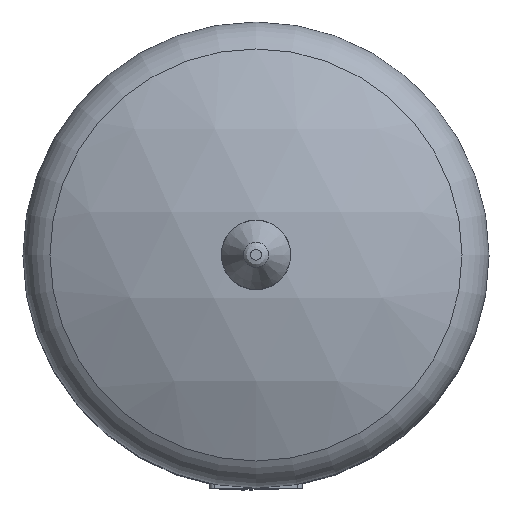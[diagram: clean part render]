
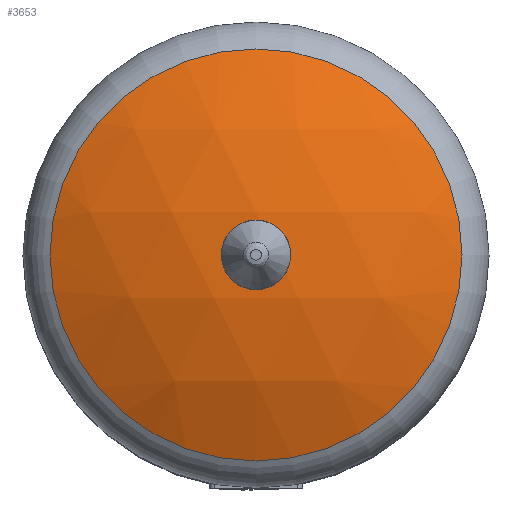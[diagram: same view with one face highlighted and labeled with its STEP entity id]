
A CAD part, top view. The second image highlights one B-rep face of the part: STEP entity #3653.
In plain terms, the highlighted spherical face has radius 281 mm.
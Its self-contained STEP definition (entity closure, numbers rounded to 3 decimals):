
#959=FACE_OUTER_BOUND('',#1197,.T.);
#1197=EDGE_LOOP('',(#2605));
#1498=CIRCLE('',#3907,123.774);
#1712=VERTEX_POINT('',#5571);
#2082=EDGE_CURVE('',#1712,#1712,#1498,.T.);
#2605=ORIENTED_EDGE('',*,*,#2082,.F.);
#3651=SPHERICAL_SURFACE('',#3906,281.);
#3653=ADVANCED_FACE('',(#959),#3651,.T.);
#3906=AXIS2_PLACEMENT_3D('',#5570,#4359,#4360);
#3907=AXIS2_PLACEMENT_3D('',#5572,#4361,#4362);
#4359=DIRECTION('center_axis',(0.,1.,0.));
#4360=DIRECTION('ref_axis',(1.,0.,0.));
#4361=DIRECTION('center_axis',(0.,0.,
-1.));
#4362=DIRECTION('ref_axis',(-1.,0.,0.));
#5570=CARTESIAN_POINT('Origin',(0.,0.,
211.));
#5571=CARTESIAN_POINT('',(-123.774,0.,463.272));
#5572=CARTESIAN_POINT('Origin',(0.,0.,
463.272));
